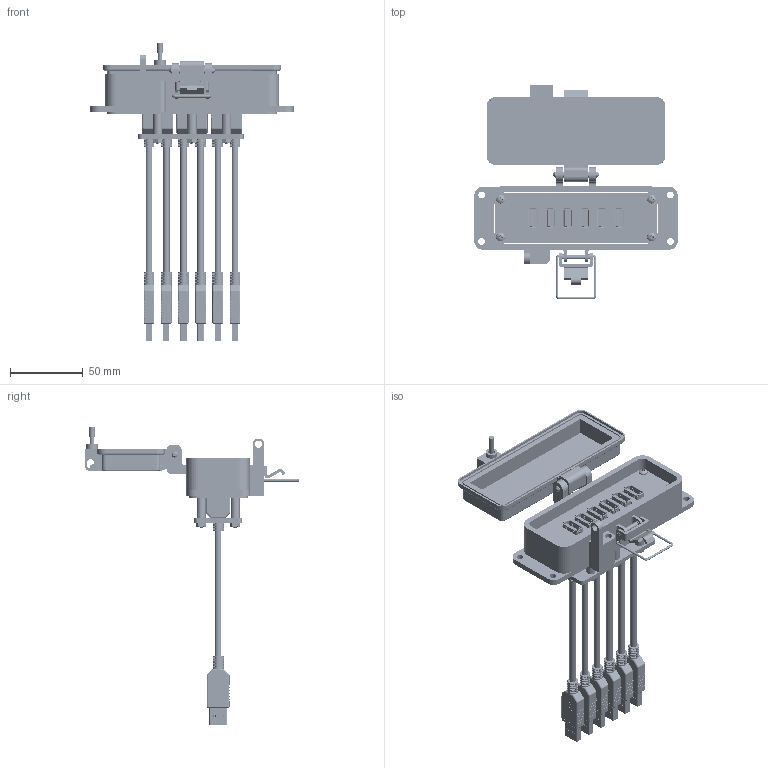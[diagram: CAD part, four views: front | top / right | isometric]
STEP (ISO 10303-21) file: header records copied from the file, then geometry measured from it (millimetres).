
FILE_DESCRIPTION (( 'STEP AP203' ), '1' );
FILE_NAME ('P-P11#6-H2RX-CXXX_3D.STEP', '2022-06-03T19:46:02', ( '' ), ( '' ), 'SwSTEP 2.0', 'SolidWorks 2021', '' );
FILE_SCHEMA (( 'CONFIG_CONTROL_DESIGN' ));
Length unit declared in the file: millimetre
Products named in the file (12): Z-020-3047; P-P11#6-H2RX-CXXX_BP180_1; 92005A124_METRIC PAN HEAD PHILLIPS MACHINE SCREW_92005A124; -H2; Z-001-SPR_1-1_4; Z-H-H2_B; Z-002-4401_4HN_90675A005; Z-000-440112FH_90273A119; P11; P-P11#6-H2RX-CXXX_FP060_1; P-P11#6-H2RX-CXXX_3D; P-P11#6-H2RX-CXXX_TP120_1
Assembly tree (34 placements, depth 3):
  P-P11#6-H2RX-CXXX_3D
    -H2
      Z-H-H2_B
    P-P11#6-H2RX-CXXX_BP180_1
    P-P11#6-H2RX-CXXX_FP060_1
    P-P11#6-H2RX-CXXX_TP120_1
    P11  x6
      Z-020-3047
    Z-000-440112FH_90273A119  x6
    Z-001-SPR_1-1_4  x6
    Z-002-4401_4HN_90675A005  x6
    92005A124_METRIC PAN HEAD PHILLIPS MACHINE SCREW_92005A124  x4
Bounding box: 140 x 147.61 x 205.72 mm (x, y, z)
Volume: 167511.8 mm3; surface area: 145759.3 mm2
Topology: 93 solids, 93 shells, 8853 faces, 25198 edges, 16401 vertices
Faces by surface type: plane 4276, cylinder 3793, bspline 470, cone 290, torus 16, sphere 8
Entity records: 80302 total; most frequent: CARTESIAN_POINT 26778, ORIENTED_EDGE 11682, DIRECTION 9852, EDGE_CURVE 5841, VERTEX_POINT 3844, LINE 3392, VECTOR 3392, AXIS2_PLACEMENT_3D 3230
